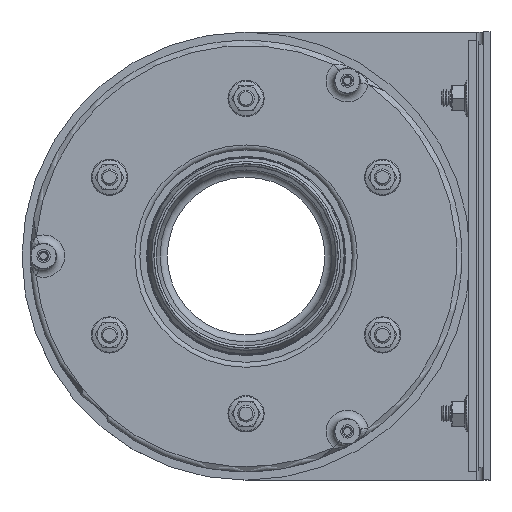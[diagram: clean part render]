
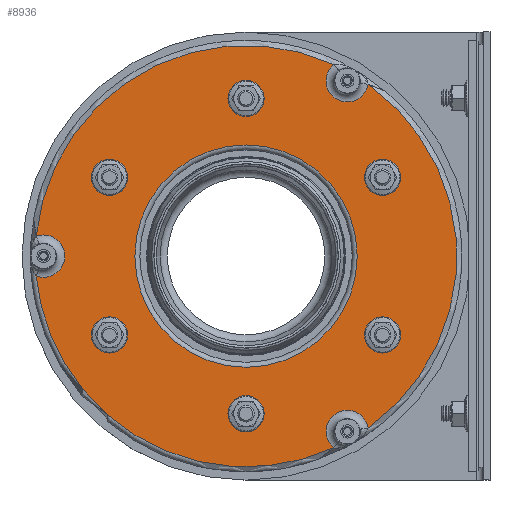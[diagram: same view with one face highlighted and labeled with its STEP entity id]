
A CAD part, top view. The second image highlights one B-rep face of the part: STEP entity #8936.
In plain terms, the highlighted planar face has unit normal (0, 0, 1).
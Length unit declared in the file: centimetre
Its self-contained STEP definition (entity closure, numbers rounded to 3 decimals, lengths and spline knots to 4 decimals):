
#268=FACE_BOUND('',#1670,.T.);
#269=FACE_BOUND('',#1671,.T.);
#270=FACE_BOUND('',#1672,.T.);
#271=FACE_BOUND('',#1673,.T.);
#272=FACE_BOUND('',#1674,.T.);
#273=FACE_BOUND('',#1675,.T.);
#274=FACE_BOUND('',#1676,.T.);
#475=PLANE('',#9968);
#1007=FACE_OUTER_BOUND('',#1669,.T.);
#1669=EDGE_LOOP('',(#7295,#7296,#7297,#7298,#7299,#7300,#7301));
#1670=EDGE_LOOP('',(#7302));
#1671=EDGE_LOOP('',(#7303));
#1672=EDGE_LOOP('',(#7304));
#1673=EDGE_LOOP('',(#7305));
#1674=EDGE_LOOP('',(#7306));
#1675=EDGE_LOOP('',(#7307));
#1676=EDGE_LOOP('',(#7308));
#3255=CIRCLE('',#9918,8.5);
#3261=CIRCLE('',#9927,8.5);
#3267=CIRCLE('',#9936,8.5);
#3273=CIRCLE('',#9945,8.5);
#3279=CIRCLE('',#9954,8.5);
#3285=CIRCLE('',#9963,8.5);
#3288=CIRCLE('',#9969,12.7676);
#3289=CIRCLE('',#9970,127.);
#3290=CIRCLE('',#9971,127.);
#3291=CIRCLE('',#9972,12.7676);
#3292=CIRCLE('',#9973,127.);
#3293=CIRCLE('',#9974,12.7676);
#3294=CIRCLE('',#9975,127.);
#3295=CIRCLE('',#9976,67.);
#4014=VERTEX_POINT('',#15869);
#4019=VERTEX_POINT('',#15885);
#4024=VERTEX_POINT('',#15901);
#4029=VERTEX_POINT('',#15917);
#4034=VERTEX_POINT('',#15933);
#4039=VERTEX_POINT('',#15949);
#4042=VERTEX_POINT('',#15961);
#4043=VERTEX_POINT('',#15962);
#4044=VERTEX_POINT('',#15964);
#4045=VERTEX_POINT('',#15966);
#4046=VERTEX_POINT('',#15968);
#4047=VERTEX_POINT('',#15970);
#4048=VERTEX_POINT('',#15972);
#4049=VERTEX_POINT('',#15975);
#5111=EDGE_CURVE('',#4014,#4014,#3255,.T.);
#5119=EDGE_CURVE('',#4019,#4019,#3261,.T.);
#5127=EDGE_CURVE('',#4024,#4024,#3267,.T.);
#5135=EDGE_CURVE('',#4029,#4029,#3273,.T.);
#5143=EDGE_CURVE('',#4034,#4034,#3279,.T.);
#5151=EDGE_CURVE('',#4039,#4039,#3285,.T.);
#5156=EDGE_CURVE('',#4042,#4043,#3288,.T.);
#5157=EDGE_CURVE('',#4044,#4042,#3289,.T.);
#5158=EDGE_CURVE('',#4045,#4044,#3290,.T.);
#5159=EDGE_CURVE('',#4046,#4045,#3291,.T.);
#5160=EDGE_CURVE('',#4047,#4046,#3292,.T.);
#5161=EDGE_CURVE('',#4048,#4047,#3293,.T.);
#5162=EDGE_CURVE('',#4043,#4048,#3294,.T.);
#5163=EDGE_CURVE('',#4049,#4049,#3295,.T.);
#7295=ORIENTED_EDGE('',*,*,#5156,.F.);
#7296=ORIENTED_EDGE('',*,*,#5157,.F.);
#7297=ORIENTED_EDGE('',*,*,#5158,.F.);
#7298=ORIENTED_EDGE('',*,*,#5159,.F.);
#7299=ORIENTED_EDGE('',*,*,#5160,.F.);
#7300=ORIENTED_EDGE('',*,*,#5161,.F.);
#7301=ORIENTED_EDGE('',*,*,#5162,.F.);
#7302=ORIENTED_EDGE('',*,*,#5111,.F.);
#7303=ORIENTED_EDGE('',*,*,#5119,.F.);
#7304=ORIENTED_EDGE('',*,*,#5127,.F.);
#7305=ORIENTED_EDGE('',*,*,#5135,.F.);
#7306=ORIENTED_EDGE('',*,*,#5143,.F.);
#7307=ORIENTED_EDGE('',*,*,#5151,.F.);
#7308=ORIENTED_EDGE('',*,*,#5163,.T.);
#8936=ADVANCED_FACE('',(#1007,#268,#269,#270,#271,#272,#273,#274),#475,
 .T.);
#9918=AXIS2_PLACEMENT_3D('',#15871,#12239,#12240);
#9927=AXIS2_PLACEMENT_3D('',#15887,#12259,#12260);
#9936=AXIS2_PLACEMENT_3D('',#15903,#12279,#12280);
#9945=AXIS2_PLACEMENT_3D('',#15919,#12299,#12300);
#9954=AXIS2_PLACEMENT_3D('',#15935,#12319,#12320);
#9963=AXIS2_PLACEMENT_3D('',#15951,#12339,#12340);
#9968=AXIS2_PLACEMENT_3D('',#15960,#12351,#12352);
#9969=AXIS2_PLACEMENT_3D('',#15963,#12353,#12354);
#9970=AXIS2_PLACEMENT_3D('',#15965,#12355,#12356);
#9971=AXIS2_PLACEMENT_3D('',#15967,#12357,#12358);
#9972=AXIS2_PLACEMENT_3D('',#15969,#12359,#12360);
#9973=AXIS2_PLACEMENT_3D('',#15971,#12361,#12362);
#9974=AXIS2_PLACEMENT_3D('',#15973,#12363,#12364);
#9975=AXIS2_PLACEMENT_3D('',#15974,#12365,#12366);
#9976=AXIS2_PLACEMENT_3D('',#15976,#12367,#12368);
#12239=DIRECTION('center_axis',(0.,0.,
1.));
#12240=DIRECTION('ref_axis',(0.866,0.5,0.));
#12259=DIRECTION('center_axis',(0.,0.,
1.));
#12260=DIRECTION('ref_axis',(0.866,0.5,0.));
#12279=DIRECTION('center_axis',(0.,0.,
1.));
#12280=DIRECTION('ref_axis',(0.866,0.5,0.));
#12299=DIRECTION('center_axis',(0.,0.,
1.));
#12300=DIRECTION('ref_axis',(0.866,0.5,0.));
#12319=DIRECTION('center_axis',(0.,0.,
1.));
#12320=DIRECTION('ref_axis',(0.866,0.5,0.));
#12339=DIRECTION('center_axis',(0.,0.,
1.));
#12340=DIRECTION('ref_axis',(0.866,0.5,0.));
#12351=DIRECTION('center_axis',(0.,0.,
1.));
#12352=DIRECTION('ref_axis',(-0.866,-0.5,0.));
#12353=DIRECTION('center_axis',(0.,0.,
1.));
#12354=DIRECTION('ref_axis',(1.,0.,0.));
#12355=DIRECTION('center_axis',(0.,0.,
-1.));
#12356=DIRECTION('ref_axis',(0.5,-0.866,0.));
#12357=DIRECTION('center_axis',(0.,0.,
-1.));
#12358=DIRECTION('ref_axis',(0.5,-0.866,0.));
#12359=DIRECTION('center_axis',(0.,0.,
1.));
#12360=DIRECTION('ref_axis',(-0.5,0.866,0.));
#12361=DIRECTION('center_axis',(0.,0.,
-1.));
#12362=DIRECTION('ref_axis',(0.5,-0.866,0.));
#12363=DIRECTION('center_axis',(0.,0.,
1.));
#12364=DIRECTION('ref_axis',(-0.5,-0.866,0.));
#12365=DIRECTION('center_axis',(0.,0.,
-1.));
#12366=DIRECTION('ref_axis',(0.5,-0.866,0.));
#12367=DIRECTION('center_axis',(0.,0.,
-1.));
#12368=DIRECTION('ref_axis',(0.5,-0.866,0.));
#15869=CARTESIAN_POINT('',(345.1413,204.8439,93.5005));
#15871=CARTESIAN_POINT('Origin',(349.3913,212.2051,93.5005));
#15885=CARTESIAN_POINT('',(509.6861,219.5663,93.5005));
#15887=CARTESIAN_POINT('Origin',(513.9361,212.2051,93.5005));
#15901=CARTESIAN_POINT('',(440.1637,69.7051,93.5005));
#15903=CARTESIAN_POINT('Origin',(431.6637,69.7051,93.5005));
#15917=CARTESIAN_POINT('',(518.1861,124.5663,93.5005));
#15919=CARTESIAN_POINT('Origin',(513.9361,117.2051,93.5005));
#15933=CARTESIAN_POINT('',(423.1637,259.7051,93.5005));
#15935=CARTESIAN_POINT('Origin',(431.6637,259.7051,93.5005));
#15949=CARTESIAN_POINT('',(353.6413,109.8439,93.5005));
#15951=CARTESIAN_POINT('Origin',(349.3913,117.2051,93.5005));
#15960=CARTESIAN_POINT('Origin',(368.1637,274.6904,93.5005));
#15961=CARTESIAN_POINT('',(305.2293,152.7324,93.5005));
#15962=CARTESIAN_POINT('',(305.2293,176.6779,93.5005));
#15963=CARTESIAN_POINT('Origin',(309.6637,164.7051,93.5005));
#15964=CARTESIAN_POINT('',(321.6785,101.2051,93.5005));
#15965=CARTESIAN_POINT('Origin',(431.6637,164.7051,93.5005));
#15966=CARTESIAN_POINT('',(484.5122,49.2234,93.5005));
#15967=CARTESIAN_POINT('Origin',(431.6637,164.7051,93.5005));
#15968=CARTESIAN_POINT('',(505.2496,61.1961,93.5005));
#15969=CARTESIAN_POINT('Origin',(492.6637,59.05,93.5005));
#15970=CARTESIAN_POINT('',(505.2496,268.2141,93.5005));
#15971=CARTESIAN_POINT('Origin',(431.6637,164.7051,93.5005));
#15972=CARTESIAN_POINT('',(484.5122,280.1869,93.5005));
#15973=CARTESIAN_POINT('Origin',(492.6637,270.3602,93.5005));
#15974=CARTESIAN_POINT('Origin',(431.6637,164.7051,93.5005));
#15975=CARTESIAN_POINT('',(373.64,131.2051,93.5005));
#15976=CARTESIAN_POINT('Origin',(431.6637,164.7051,93.5005));
